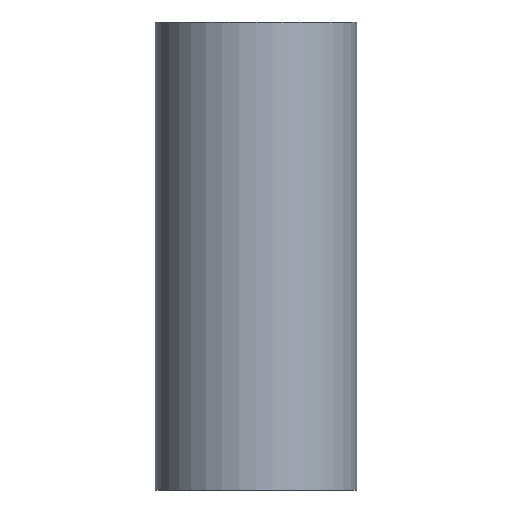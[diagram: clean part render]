
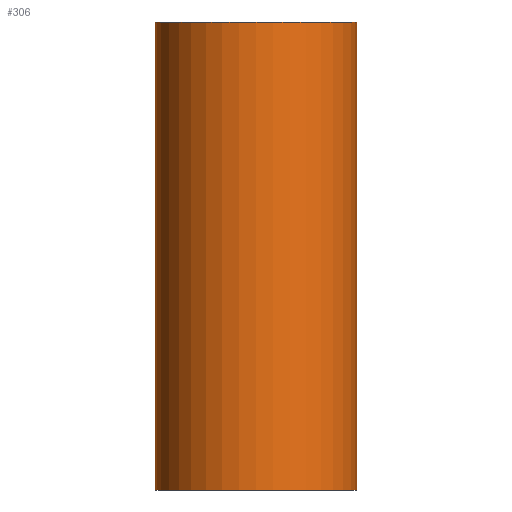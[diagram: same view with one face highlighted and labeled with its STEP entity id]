
A CAD part, front view. The second image highlights one B-rep face of the part: STEP entity #306.
In plain terms, the highlighted cylindrical face has radius 10.75 mm (diameter 21.5 mm), a partial arc.
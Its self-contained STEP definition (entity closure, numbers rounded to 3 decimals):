
#74 = DIRECTION ( 'NONE',  ( 1., 0., 0. ) ) ;
#75 = DIRECTION ( 'NONE',  ( 0., 0., 1. ) ) ;
#76 = CARTESIAN_POINT ( 'NONE',  ( 0., 0., -50. ) ) ;
#77 = AXIS2_PLACEMENT_3D ( 'NONE', #76, #75, #74 ) ;
#78 = CIRCLE ( 'NONE', #77, 10.75 ) ;
#79 = DIRECTION ( 'NONE',  ( 1., 0., 0. ) ) ;
#80 = DIRECTION ( 'NONE',  ( 0., 0., 1. ) ) ;
#81 = CARTESIAN_POINT ( 'NONE',  ( 0., 0., 0. ) ) ;
#82 = CARTESIAN_POINT ( 'NONE',  ( 10.75, 0., -50. ) ) ;
#123 = DIRECTION ( 'NONE',  ( 1., 0., 0. ) ) ;
#124 = DIRECTION ( 'NONE',  ( 0., 0., 1. ) ) ;
#125 = CARTESIAN_POINT ( 'NONE',  ( 0., 0., 0. ) ) ;
#126 = AXIS2_PLACEMENT_3D ( 'NONE', #125, #124, #123 ) ;
#127 = CIRCLE ( 'NONE', #126, 10.75 ) ;
#201 = CYLINDRICAL_SURFACE ( 'NONE', #202, 10.75 ) ;
#202 = AXIS2_PLACEMENT_3D ( 'NONE', #81, #80, #79 ) ;
#203 = FACE_OUTER_BOUND ( 'NONE', #345, .T. ) ;
#232 = CARTESIAN_POINT ( 'NONE',  ( -10.75, 0., -50. ) ) ;
#234 = EDGE_CURVE ( 'NONE', #264, #246, #364, .T. ) ;
#235 = VERTEX_POINT ( 'NONE', #380 ) ;
#237 = EDGE_CURVE ( 'NONE', #265, #235, #353, .T. ) ;
#246 = VERTEX_POINT ( 'NONE', #385 ) ;
#264 = VERTEX_POINT ( 'NONE', #82 ) ;
#265 = VERTEX_POINT ( 'NONE', #232 ) ;
#306 = ADVANCED_FACE ( 'NONE', ( #203 ), #201, .T. ) ;
#307 = EDGE_CURVE ( 'NONE', #265, #264, #78, .T. ) ;
#331 = EDGE_CURVE ( 'NONE', #235, #246, #127, .T. ) ;
#340 = ORIENTED_EDGE ( 'NONE', *, *, #237, .F. ) ;
#341 = ORIENTED_EDGE ( 'NONE', *, *, #307, .T. ) ;
#342 = ORIENTED_EDGE ( 'NONE', *, *, #331, .F. ) ;
#344 = ORIENTED_EDGE ( 'NONE', *, *, #234, .T. ) ;
#345 = EDGE_LOOP ( 'NONE', ( #340, #341, #344, #342 ) ) ;
#350 = DIRECTION ( 'NONE',  ( 0., 0., 1. ) ) ;
#351 = VECTOR ( 'NONE', #350, 1000. ) ;
#352 = CARTESIAN_POINT ( 'NONE',  ( -10.75, 0., 0. ) ) ;
#353 = LINE ( 'NONE', #352, #351 ) ;
#361 = DIRECTION ( 'NONE',  ( 0., 0., 1. ) ) ;
#362 = VECTOR ( 'NONE', #361, 1000. ) ;
#363 = CARTESIAN_POINT ( 'NONE',  ( 10.75, 0., 0. ) ) ;
#364 = LINE ( 'NONE', #363, #362 ) ;
#380 = CARTESIAN_POINT ( 'NONE',  ( -10.75, 0., 0. ) ) ;
#385 = CARTESIAN_POINT ( 'NONE',  ( 10.75, 0., 0. ) ) ;
